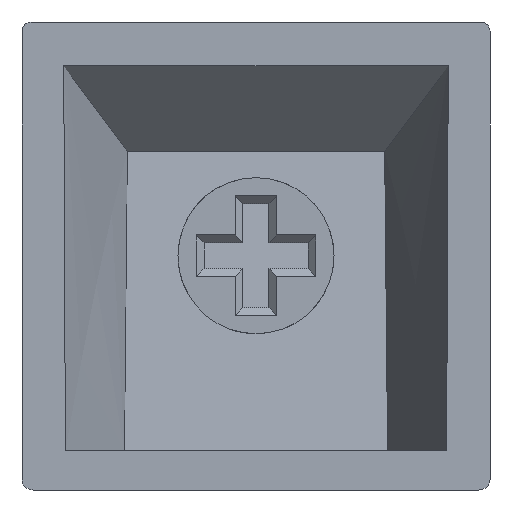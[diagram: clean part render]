
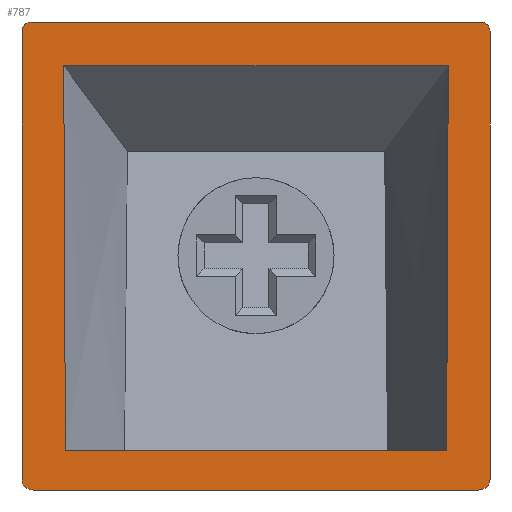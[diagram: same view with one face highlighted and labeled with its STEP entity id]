
A CAD part, front view. The second image highlights one B-rep face of the part: STEP entity #787.
In plain terms, the highlighted planar face has unit normal (0, -1, 0).
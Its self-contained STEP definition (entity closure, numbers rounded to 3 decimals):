
#787=ADVANCED_FACE('',(#788,#878),#922,.T.);
#788=FACE_BOUND('',#789,.T.);
#789=EDGE_LOOP('',(#790,#800,#814,#822,#836,#844,#858,#866));
#790=ORIENTED_EDGE('',*,*,#791,.T.);
#791=EDGE_CURVE('',#792,#794,#796,.F.);
#792=VERTEX_POINT('',#793);
#793=CARTESIAN_POINT('',(0.451,0.0,-18.0));
#794=VERTEX_POINT('',#795);
#795=CARTESIAN_POINT('',(17.549,0.0,-18.0));
#796=LINE('',#797,#798);
#797=CARTESIAN_POINT('',(0.0,0.0,-18.0));
#798=VECTOR('',#799,1.0);
#799=DIRECTION('',(-1.0,0.0,0.0));
#800=ORIENTED_EDGE('',*,*,#801,.T.);
#801=EDGE_CURVE('',#794,#802,#804,.T.);
#802=VERTEX_POINT('',#803);
#803=CARTESIAN_POINT('',(18.0,0.0,-17.6));
#804=B_SPLINE_CURVE_WITH_KNOTS('',2,(#805,#806,#807,#808,#809,#810,#811,#812,#813),.UNSPECIFIED.,.F.,.U.,(3,2,2,2,3),(0.0,0.25,0.5,0.75,1.0),.PIECEWISE_BEZIER_KNOTS.);
#805=CARTESIAN_POINT('',(17.549,0.0,-18.0));
#806=CARTESIAN_POINT('',(17.634,0.0,-18.0));
#807=CARTESIAN_POINT('',(17.714,0.0,-17.973));
#808=CARTESIAN_POINT('',(17.793,0.0,-17.946));
#809=CARTESIAN_POINT('',(17.858,0.0,-17.892));
#810=CARTESIAN_POINT('',(17.924,0.0,-17.838));
#811=CARTESIAN_POINT('',(17.962,0.0,-17.762));
#812=CARTESIAN_POINT('',(18.,0.0,-17.686));
#813=CARTESIAN_POINT('',(18.,0.0,-17.6));
#814=ORIENTED_EDGE('',*,*,#815,.T.);
#815=EDGE_CURVE('',#802,#816,#818,.F.);
#816=VERTEX_POINT('',#817);
#817=CARTESIAN_POINT('',(18.0,0.0,-0.379));
#818=LINE('',#819,#820);
#819=CARTESIAN_POINT('',(18.0,0.0,0.0));
#820=VECTOR('',#821,1.0);
#821=DIRECTION('',(0.0,0.0,-1.0));
#822=ORIENTED_EDGE('',*,*,#823,.T.);
#823=EDGE_CURVE('',#816,#824,#826,.T.);
#824=VERTEX_POINT('',#825);
#825=CARTESIAN_POINT('',(17.641,0.0,0.0));
#826=B_SPLINE_CURVE_WITH_KNOTS('',2,(#827,#828,#829,#830,#831,#832,#833,#834,#835),.UNSPECIFIED.,.F.,.U.,(3,2,2,2,3),(0.0,0.25,0.5,0.75,1.0),.PIECEWISE_BEZIER_KNOTS.);
#827=CARTESIAN_POINT('',(18.,0.0,-0.379));
#828=CARTESIAN_POINT('',(18.,0.0,-0.304));
#829=CARTESIAN_POINT('',(17.976,0.0,-0.235));
#830=CARTESIAN_POINT('',(17.952,0.0,-0.166));
#831=CARTESIAN_POINT('',(17.902,0.0,-0.111));
#832=CARTESIAN_POINT('',(17.854,0.0,-0.058));
#833=CARTESIAN_POINT('',(17.784,0.0,-0.028));
#834=CARTESIAN_POINT('',(17.718,0.0,0.));
#835=CARTESIAN_POINT('',(17.641,0.0,0.));
#836=ORIENTED_EDGE('',*,*,#837,.T.);
#837=EDGE_CURVE('',#824,#838,#840,.F.);
#838=VERTEX_POINT('',#839);
#839=CARTESIAN_POINT('',(0.359,0.0,0.0));
#840=LINE('',#841,#842);
#841=CARTESIAN_POINT('',(0.0,0.0,0.0));
#842=VECTOR('',#843,1.0);
#843=DIRECTION('',(1.0,0.0,0.0));
#844=ORIENTED_EDGE('',*,*,#845,.T.);
#845=EDGE_CURVE('',#838,#846,#848,.T.);
#846=VERTEX_POINT('',#847);
#847=CARTESIAN_POINT('',(0.0,0.0,-0.379));
#848=B_SPLINE_CURVE_WITH_KNOTS('',2,(#849,#850,#851,#852,#853,#854,#855,#856,#857),.UNSPECIFIED.,.F.,.U.,(3,2,2,2,3),(0.0,0.25,0.5,0.75,1.0),.PIECEWISE_BEZIER_KNOTS.);
#849=CARTESIAN_POINT('',(0.359,0.0,0.));
#850=CARTESIAN_POINT('',(0.284,0.0,0.));
#851=CARTESIAN_POINT('',(0.217,0.0,-0.028));
#852=CARTESIAN_POINT('',(0.15,0.0,-0.056));
#853=CARTESIAN_POINT('',(0.098,0.0,-0.111));
#854=CARTESIAN_POINT('',(0.05,0.0,-0.163));
#855=CARTESIAN_POINT('',(0.024,0.0,-0.235));
#856=CARTESIAN_POINT('',(0.,0.0,-0.302));
#857=CARTESIAN_POINT('',(0.,0.0,-0.379));
#858=ORIENTED_EDGE('',*,*,#859,.T.);
#859=EDGE_CURVE('',#846,#860,#862,.F.);
#860=VERTEX_POINT('',#861);
#861=CARTESIAN_POINT('',(0.0,0.0,-17.6));
#862=LINE('',#863,#864);
#863=CARTESIAN_POINT('',(0.0,0.0,0.0));
#864=VECTOR('',#865,1.0);
#865=DIRECTION('',(0.0,0.0,1.0));
#866=ORIENTED_EDGE('',*,*,#867,.T.);
#867=EDGE_CURVE('',#860,#792,#868,.T.);
#868=B_SPLINE_CURVE_WITH_KNOTS('',2,(#869,#870,#871,#872,#873,#874,#875,#876,#877),.UNSPECIFIED.,.F.,.U.,(3,2,2,2,3),(0.0,0.25,0.5,0.75,1.0),.PIECEWISE_BEZIER_KNOTS.);
#869=CARTESIAN_POINT('',(0.,0.0,-17.6));
#870=CARTESIAN_POINT('',(0.,0.0,-17.683));
#871=CARTESIAN_POINT('',(0.038,0.0,-17.761));
#872=CARTESIAN_POINT('',(0.074,0.0,-17.834));
#873=CARTESIAN_POINT('',(0.141,0.0,-17.892));
#874=CARTESIAN_POINT('',(0.203,0.0,-17.944));
#875=CARTESIAN_POINT('',(0.286,0.0,-17.973));
#876=CARTESIAN_POINT('',(0.364,0.0,-18.0));
#877=CARTESIAN_POINT('',(0.451,0.0,-18.0));
#878=FACE_BOUND('',#879,.T.);
#879=EDGE_LOOP('',(#880,#890,#903,#911));
#880=ORIENTED_EDGE('',*,*,#881,.T.);
#881=EDGE_CURVE('',#882,#884,#886,.T.);
#882=VERTEX_POINT('',#883);
#883=CARTESIAN_POINT('',(16.332,0.,-16.5));
#884=VERTEX_POINT('',#885);
#885=CARTESIAN_POINT('',(1.668,0.0,-16.5));
#886=LINE('',#887,#888);
#887=CARTESIAN_POINT('',(0.0,0.0,-16.5));
#888=VECTOR('',#889,1.0);
#889=DIRECTION('',(-1.0,0.0,0.0));
#890=ORIENTED_EDGE('',*,*,#891,.T.);
#891=EDGE_CURVE('',#884,#892,#894,.T.);
#892=VERTEX_POINT('',#893);
#893=CARTESIAN_POINT('',(1.606,0.,-1.689));
#894=B_SPLINE_CURVE_WITH_KNOTS('',3,(#895,#896,#897,#898,#899,#900,#901,#902),.UNSPECIFIED.,.F.,.U.,(4,2,2,4),(0.0,4.823,9.817,14.811),.UNSPECIFIED.);
#895=CARTESIAN_POINT('',(1.668,0.0,-16.5));
#896=CARTESIAN_POINT('',(1.658,0.0,-14.892));
#897=CARTESIAN_POINT('',(1.65,0.0,-13.285));
#898=CARTESIAN_POINT('',(1.635,0.0,-10.012));
#899=CARTESIAN_POINT('',(1.628,0.,-8.348));
#900=CARTESIAN_POINT('',(1.616,0.,-5.019));
#901=CARTESIAN_POINT('',(1.611,0.,-3.354));
#902=CARTESIAN_POINT('',(1.606,0.,-1.689));
#903=ORIENTED_EDGE('',*,*,#904,.T.);
#904=EDGE_CURVE('',#892,#905,#907,.T.);
#905=VERTEX_POINT('',#906);
#906=CARTESIAN_POINT('',(16.394,0.,-1.689));
#907=LINE('',#908,#909);
#908=CARTESIAN_POINT('',(0.0,0.0,-1.689));
#909=VECTOR('',#910,1.0);
#910=DIRECTION('',(1.0,0.0,0.0));
#911=ORIENTED_EDGE('',*,*,#912,.T.);
#912=EDGE_CURVE('',#905,#882,#913,.T.);
#913=B_SPLINE_CURVE_WITH_KNOTS('',3,(#914,#915,#916,#917,#918,#919,#920,#921),.UNSPECIFIED.,.F.,.U.,(4,2,2,4),(0.0,4.82,9.816,14.811),.UNSPECIFIED.);
#914=CARTESIAN_POINT('',(16.394,0.,-1.689));
#915=CARTESIAN_POINT('',(16.389,0.,-3.296));
#916=CARTESIAN_POINT('',(16.384,0.,-4.903));
#917=CARTESIAN_POINT('',(16.372,0.,-8.175));
#918=CARTESIAN_POINT('',(16.366,0.0,-9.84));
#919=CARTESIAN_POINT('',(16.35,0.0,-13.17));
#920=CARTESIAN_POINT('',(16.342,0.,-14.835));
#921=CARTESIAN_POINT('',(16.332,0.,-16.5));
#922=PLANE('',#923);
#923=AXIS2_PLACEMENT_3D('',#924,#925,#926);
#924=CARTESIAN_POINT('',(0.0,0.0,0.0));
#925=DIRECTION('',(0.0,-1.0,0.0));
#926=DIRECTION('',(0.0,0.0,-1.0));
